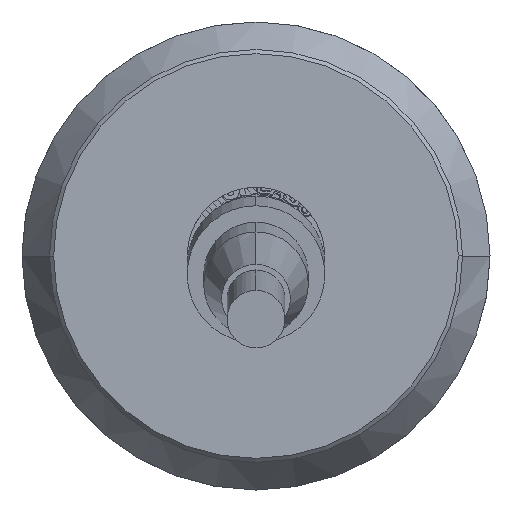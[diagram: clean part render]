
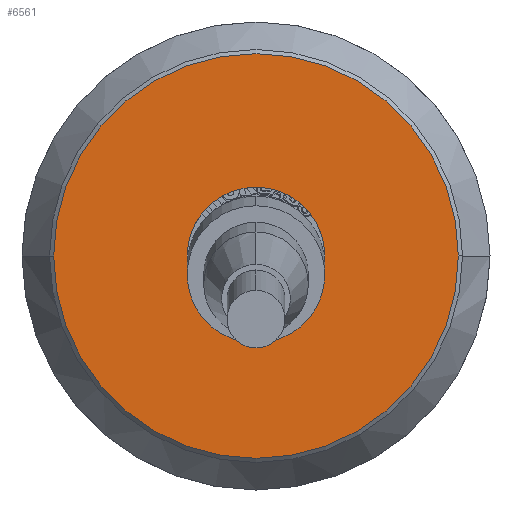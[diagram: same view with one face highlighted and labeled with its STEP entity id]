
A CAD part, left-side view. The second image highlights one B-rep face of the part: STEP entity #6561.
In plain terms, the highlighted planar face has unit normal (-1, 0, 0).
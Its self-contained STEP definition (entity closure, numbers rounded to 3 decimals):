
#2100=CARTESIAN_POINT('',(-82.438,17.,-17.));
#2101=DIRECTION('',(1.,0.,0.));
#2102=DIRECTION('',(0.,-1.,0.));
#2103=AXIS2_PLACEMENT_3D('',#2100,#2101,#2102);
#2105=CARTESIAN_POINT('',(-82.438,17.,-17.));
#2106=DIRECTION('',(1.,0.,0.));
#2107=DIRECTION('',(0.,0.,-1.));
#2108=AXIS2_PLACEMENT_3D('',#2105,#2106,#2107);
#2110=CARTESIAN_POINT('',(-82.438,17.,-17.));
#2111=DIRECTION('',(1.,0.,0.));
#2112=DIRECTION('',(0.,1.,0.));
#2113=AXIS2_PLACEMENT_3D('',#2110,#2111,#2112);
#2115=CARTESIAN_POINT('',(-82.438,17.,-17.));
#2116=DIRECTION('',(1.,0.,0.));
#2117=DIRECTION('',(0.,0.,1.));
#2118=AXIS2_PLACEMENT_3D('',#2115,#2116,#2117);
#2120=CARTESIAN_POINT('',(-82.438,17.,-17.));
#2121=DIRECTION('',(-1.,0.,0.));
#2122=DIRECTION('',(0.,1.,0.));
#2123=AXIS2_PLACEMENT_3D('',#2120,#2121,#2122);
#2125=CARTESIAN_POINT('',(-82.438,17.,-17.));
#2126=DIRECTION('',(-1.,0.,0.));
#2127=DIRECTION('',(0.,-1.,0.));
#2128=AXIS2_PLACEMENT_3D('',#2125,#2126,#2127);
#3286=CARTESIAN_POINT('',(-82.438,17.,-2.3));
#3287=CARTESIAN_POINT('',(-82.438,2.3,-17.));
#3288=VERTEX_POINT('',#3286);
#3289=VERTEX_POINT('',#3287);
#3290=CARTESIAN_POINT('',(-82.438,31.7,-17.));
#3291=VERTEX_POINT('',#3290);
#3292=CARTESIAN_POINT('',(-82.438,17.,-31.7));
#3293=VERTEX_POINT('',#3292);
#3294=CARTESIAN_POINT('',(-82.438,22.,-17.));
#3295=CARTESIAN_POINT('',(-82.438,12.,-17.));
#3296=VERTEX_POINT('',#3294);
#3297=VERTEX_POINT('',#3295);
#6542=CARTESIAN_POINT('',(-82.438,17.,-17.));
#6543=DIRECTION('',(-1.,0.,0.));
#6544=DIRECTION('',(0.,1.,0.));
#6545=AXIS2_PLACEMENT_3D('',#6542,#6543,#6544);
#6546=PLANE('',#6545);
#6548=ORIENTED_EDGE('',*,*,#6547,.T.);
#6550=ORIENTED_EDGE('',*,*,#6549,.T.);
#6552=ORIENTED_EDGE('',*,*,#6551,.T.);
#6554=ORIENTED_EDGE('',*,*,#6553,.T.);
#6555=EDGE_LOOP('',(#6548,#6550,#6552,#6554));
#6556=FACE_OUTER_BOUND('',#6555,.F.);
#6557=ORIENTED_EDGE('',*,*,#5188,.T.);
#6558=ORIENTED_EDGE('',*,*,#4263,.T.);
#6559=EDGE_LOOP('',(#6557,#6558));
#6560=FACE_BOUND('',#6559,.F.);
#6561=ADVANCED_FACE('',(#6556,#6560),#6546,.T.);
#2104=CIRCLE('',#2103,14.7);
#2109=CIRCLE('',#2108,14.7);
#2114=CIRCLE('',#2113,14.7);
#2119=CIRCLE('',#2118,14.7);
#2124=CIRCLE('',#2123,5.);
#2129=CIRCLE('',#2128,5.);
#4263=EDGE_CURVE('',#3297,#3296,#2129,.T.);
#5188=EDGE_CURVE('',#3296,#3297,#2124,.T.);
#6547=EDGE_CURVE('',#3289,#3293,#2104,.T.);
#6549=EDGE_CURVE('',#3293,#3291,#2109,.T.);
#6551=EDGE_CURVE('',#3291,#3288,#2114,.T.);
#6553=EDGE_CURVE('',#3288,#3289,#2119,.T.);
